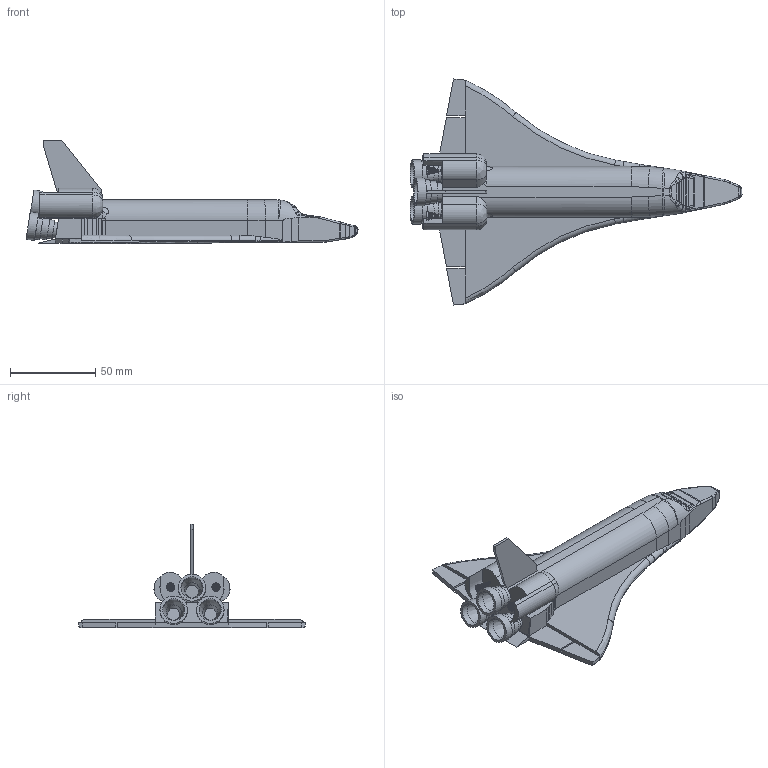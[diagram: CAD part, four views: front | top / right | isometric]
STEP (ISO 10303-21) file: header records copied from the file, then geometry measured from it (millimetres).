
FILE_DESCRIPTION(/* description */ (''),/* implementation_level */ '2;1');
FILE_NAME(/* name */ 'Space Shuttle.step',/* time_stamp */ '2025-12-03T23:44:04Z',/* author */ (''),/* organization */ (''),/* preprocessor_version */ 'ST-DEVELOPER v20.1',/* originating_system */ 'Autodesk Translation Framework v14.21.0.0',/* authorisation */ '');
FILE_SCHEMA (('AUTOMOTIVE_DESIGN { 1 0 10303 214 3 1 1 }'));
Length unit declared in the file: millimetre
Products named in the file (1): 2025-11-27-22-47-16-730
Bounding box: 195.18 x 132.9 x 61 mm (x, y, z)
Volume: 147296.8 mm3; surface area: 37826.2 mm2
Topology: 3 solids, 3 shells, 488 faces, 1205 edges, 749 vertices
Faces by surface type: cylinder 148, plane 144, bspline 114, torus 82
Full cylindrical faces by diameter (mm): 0.924 x4, 1.167 x4, 1.46 x4, 1.816 x4, 2.193 x4, 2.635 x4, 3.186 x4, 3.536 x4, 3.928 x4, 4.43 x4, 4.963 x2, 9.131 x3, 10.756 x1, 11.06 x2, 13.022 x6, 14.422 x3, 16.166 x3
Entity records: 17312 total; most frequent: CARTESIAN_POINT 5274, DIRECTION 2486, ORIENTED_EDGE 2396, EDGE_CURVE 1198, AXIS2_PLACEMENT_3D 1043, VERTEX_POINT 749, EDGE_LOOP 525, CIRCLE 518
